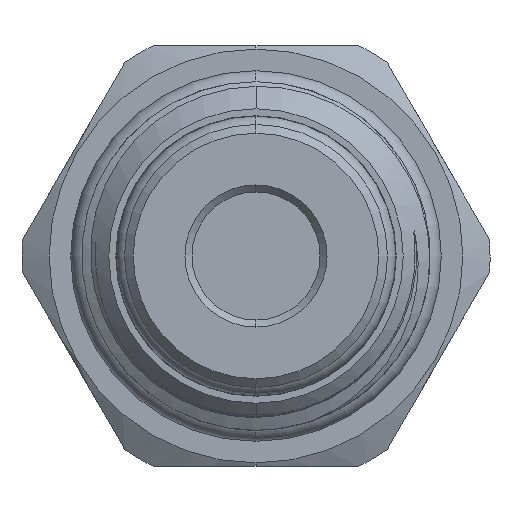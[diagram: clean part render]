
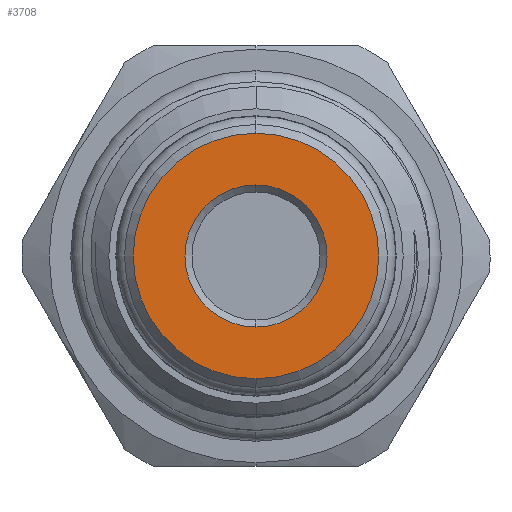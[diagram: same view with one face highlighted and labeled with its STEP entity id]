
A CAD part, left-side view. The second image highlights one B-rep face of the part: STEP entity #3708.
In plain terms, the highlighted planar face has unit normal (-1, 0, 0).
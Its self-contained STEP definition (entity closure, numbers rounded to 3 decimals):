
#35 = EDGE_LOOP ( 'NONE', ( #7778, #1282 ) ) ;
#105 = EDGE_CURVE ( 'NONE', #1455, #1259, #3755, .T. ) ;
#666 = CARTESIAN_POINT ( 'NONE',  ( -63.454, 0., 0. ) ) ;
#807 = EDGE_CURVE ( 'NONE', #2691, #8855, #7457, .T. ) ;
#928 = AXIS2_PLACEMENT_3D ( 'NONE', #666, #2803, #2041 ) ;
#1259 = VERTEX_POINT ( 'NONE', #8046 ) ;
#1277 = ORIENTED_EDGE ( 'NONE', *, *, #5181, .T. ) ;
#1282 = ORIENTED_EDGE ( 'NONE', *, *, #807, .T. ) ;
#1455 = VERTEX_POINT ( 'NONE', #6642 ) ;
#2041 = DIRECTION ( 'NONE',  ( 0., 0., 1. ) ) ;
#2147 = CARTESIAN_POINT ( 'NONE',  ( -63.454, 0., -7. ) ) ;
#2563 = AXIS2_PLACEMENT_3D ( 'NONE', #6438, #6468, #6497 ) ;
#2691 = VERTEX_POINT ( 'NONE', #4391 ) ;
#2803 = DIRECTION ( 'NONE',  ( 1., 0., 0. ) ) ;
#3446 = DIRECTION ( 'NONE',  ( 0., 0., 1. ) ) ;
#3708 = ADVANCED_FACE ( 'NONE', ( #3713, #6668 ), #7744, .T. ) ;
#3713 = FACE_BOUND ( 'NONE', #5713, .T. ) ;
#3755 = CIRCLE ( 'NONE', #928, 4.05 ) ;
#3851 = DIRECTION ( 'NONE',  ( -1., 0., 0. ) ) ;
#3877 = EDGE_CURVE ( 'NONE', #8855, #2691, #4922, .T. ) ;
#4048 = DIRECTION ( 'NONE',  ( 0., 0., 1. ) ) ;
#4051 = AXIS2_PLACEMENT_3D ( 'NONE', #6653, #3851, #5911 ) ;
#4156 = DIRECTION ( 'NONE',  ( 1., 0., 0. ) ) ;
#4391 = CARTESIAN_POINT ( 'NONE',  ( -63.454, 0., 7. ) ) ;
#4670 = DIRECTION ( 'NONE',  ( -1., 0., 0. ) ) ;
#4922 = CIRCLE ( 'NONE', #4051, 7. ) ;
#4930 = AXIS2_PLACEMENT_3D ( 'NONE', #6922, #4156, #3446 ) ;
#5181 = EDGE_CURVE ( 'NONE', #1259, #1455, #7297, .T. ) ;
#5713 = EDGE_LOOP ( 'NONE', ( #1277, #5896 ) ) ;
#5896 = ORIENTED_EDGE ( 'NONE', *, *, #105, .T. ) ;
#5911 = DIRECTION ( 'NONE',  ( 0., 0., 1. ) ) ;
#6438 = CARTESIAN_POINT ( 'NONE',  ( -63.454, 0., 0. ) ) ;
#6468 = DIRECTION ( 'NONE',  ( -1., 0., 0. ) ) ;
#6497 = DIRECTION ( 'NONE',  ( 0., 0., 1. ) ) ;
#6642 = CARTESIAN_POINT ( 'NONE',  ( -63.454, 0., -4.05 ) ) ;
#6653 = CARTESIAN_POINT ( 'NONE',  ( -63.454, 0., 0. ) ) ;
#6668 = FACE_OUTER_BOUND ( 'NONE', #35, .T. ) ;
#6922 = CARTESIAN_POINT ( 'NONE',  ( -63.454, 0., 0. ) ) ;
#7297 = CIRCLE ( 'NONE', #4930, 4.05 ) ;
#7457 = CIRCLE ( 'NONE', #2563, 7. ) ;
#7744 = PLANE ( 'NONE',  #8066 ) ;
#7778 = ORIENTED_EDGE ( 'NONE', *, *, #3877, .T. ) ;
#8046 = CARTESIAN_POINT ( 'NONE',  ( -63.454, 0., 4.05 ) ) ;
#8066 = AXIS2_PLACEMENT_3D ( 'NONE', #8109, #4670, #4048 ) ;
#8109 = CARTESIAN_POINT ( 'NONE',  ( -63.454, 7., 0. ) ) ;
#8855 = VERTEX_POINT ( 'NONE', #2147 ) ;
